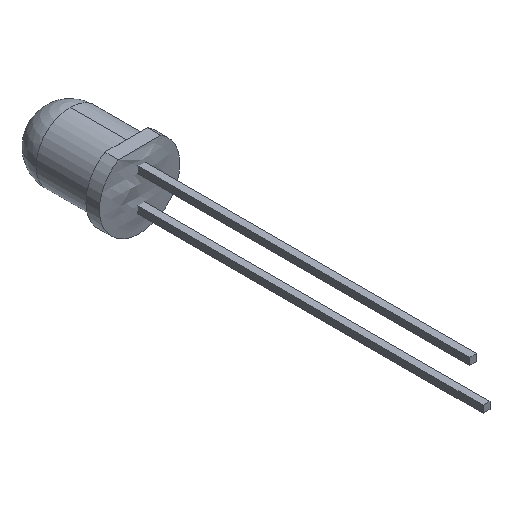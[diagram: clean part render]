
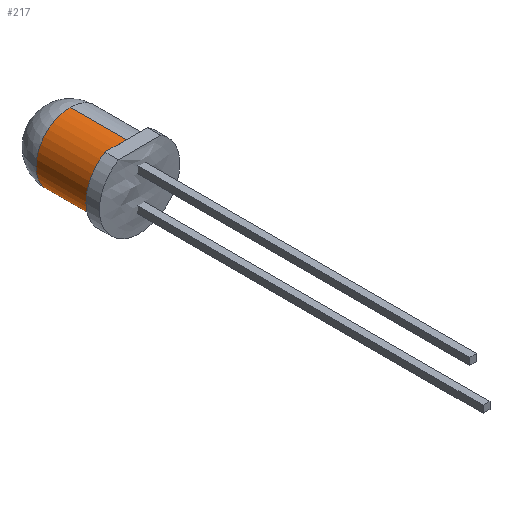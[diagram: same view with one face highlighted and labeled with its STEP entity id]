
A CAD part, isometric view. The second image highlights one B-rep face of the part: STEP entity #217.
In plain terms, the highlighted cylindrical face has radius 2.502 mm (diameter 5.004 mm), a partial arc.
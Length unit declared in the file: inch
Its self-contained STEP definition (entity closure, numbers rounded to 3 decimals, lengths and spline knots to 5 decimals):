
#30 = ORIENTED_EDGE ( 'NONE', *, *, #656, .T. ) ;
#64 = AXIS2_PLACEMENT_3D ( 'NONE', #253, #1031, #1051 ) ;
#67 = CYLINDRICAL_SURFACE ( 'NONE', #64, 0.0985 ) ;
#87 = FACE_OUTER_BOUND ( 'NONE', #778, .T. ) ;
#94 = AXIS2_PLACEMENT_3D ( 'NONE', #916, #978, #116 ) ;
#106 = ORIENTED_EDGE ( 'NONE', *, *, #725, .F. ) ;
#116 = DIRECTION ( 'NONE',  ( 0., 0., -1. ) ) ;
#139 = VERTEX_POINT ( 'NONE', #953 ) ;
#153 = ORIENTED_EDGE ( 'NONE', *, *, #917, .F. ) ;
#173 = LINE ( 'NONE', #685, #1088 ) ;
#182 = DIRECTION ( 'NONE',  ( 0., 0., -1. ) ) ;
#210 = AXIS2_PLACEMENT_3D ( 'NONE', #536, #263, #182 ) ;
#217 = ADVANCED_FACE ( 'NONE', ( #87 ), #67, .T. ) ;
#234 = EDGE_CURVE ( 'NONE', #446, #751, #762, .T. ) ;
#238 = CARTESIAN_POINT ( 'NONE',  ( 0., -0.26, -0.0985 ) ) ;
#253 = CARTESIAN_POINT ( 'NONE',  ( 0., -0.299, 0. ) ) ;
#263 = DIRECTION ( 'NONE',  ( 0., -1., 0. ) ) ;
#334 = DIRECTION ( 'NONE',  ( 0., -1., 0. ) ) ;
#344 = EDGE_CURVE ( 'NONE', #1079, #446, #1035, .T. ) ;
#384 = ORIENTED_EDGE ( 'NONE', *, *, #344, .T. ) ;
#417 = DIRECTION ( 'NONE',  ( 0., -1., 0. ) ) ;
#446 = VERTEX_POINT ( 'NONE', #449 ) ;
#449 = CARTESIAN_POINT ( 'NONE',  ( 0., -0.0985, -0.0985 ) ) ;
#471 = VERTEX_POINT ( 'NONE', #614 ) ;
#536 = CARTESIAN_POINT ( 'NONE',  ( 0., -0.0985, 0. ) ) ;
#552 = CIRCLE ( 'NONE', #573, 0.0985 ) ;
#573 = AXIS2_PLACEMENT_3D ( 'NONE', #592, #679, #759 ) ;
#592 = CARTESIAN_POINT ( 'NONE',  ( 0., -0.26, 0. ) ) ;
#614 = CARTESIAN_POINT ( 'NONE',  ( 0., -0.26, 0.0985 ) ) ;
#656 = EDGE_CURVE ( 'NONE', #139, #1079, #981, .T. ) ;
#679 = DIRECTION ( 'NONE',  ( 0., -1., 0. ) ) ;
#685 = CARTESIAN_POINT ( 'NONE',  ( 0., -0.299, 0.0985 ) ) ;
#725 = EDGE_CURVE ( 'NONE', #471, #751, #552, .T. ) ;
#751 = VERTEX_POINT ( 'NONE', #238 ) ;
#759 = DIRECTION ( 'NONE',  ( 0., 0., -1. ) ) ;
#762 = LINE ( 'NONE', #967, #1049 ) ;
#778 = EDGE_LOOP ( 'NONE', ( #153, #30, #384, #997, #106 ) ) ;
#793 = CARTESIAN_POINT ( 'NONE',  ( -0.0985, -0.0985, 0. ) ) ;
#916 = CARTESIAN_POINT ( 'NONE',  ( 0., -0.0985, 0. ) ) ;
#917 = EDGE_CURVE ( 'NONE', #139, #471, #173, .T. ) ;
#953 = CARTESIAN_POINT ( 'NONE',  ( 0., -0.0985, 0.0985 ) ) ;
#967 = CARTESIAN_POINT ( 'NONE',  ( 0., -0.299, -0.0985 ) ) ;
#978 = DIRECTION ( 'NONE',  ( 0., -1., 0. ) ) ;
#981 = CIRCLE ( 'NONE', #210, 0.0985 ) ;
#997 = ORIENTED_EDGE ( 'NONE', *, *, #234, .T. ) ;
#1031 = DIRECTION ( 'NONE',  ( 0., -1., 0. ) ) ;
#1035 = CIRCLE ( 'NONE', #94, 0.0985 ) ;
#1049 = VECTOR ( 'NONE', #417, 39.37008 ) ;
#1051 = DIRECTION ( 'NONE',  ( 0., 0., -1. ) ) ;
#1079 = VERTEX_POINT ( 'NONE', #793 ) ;
#1088 = VECTOR ( 'NONE', #334, 39.37008 ) ;
